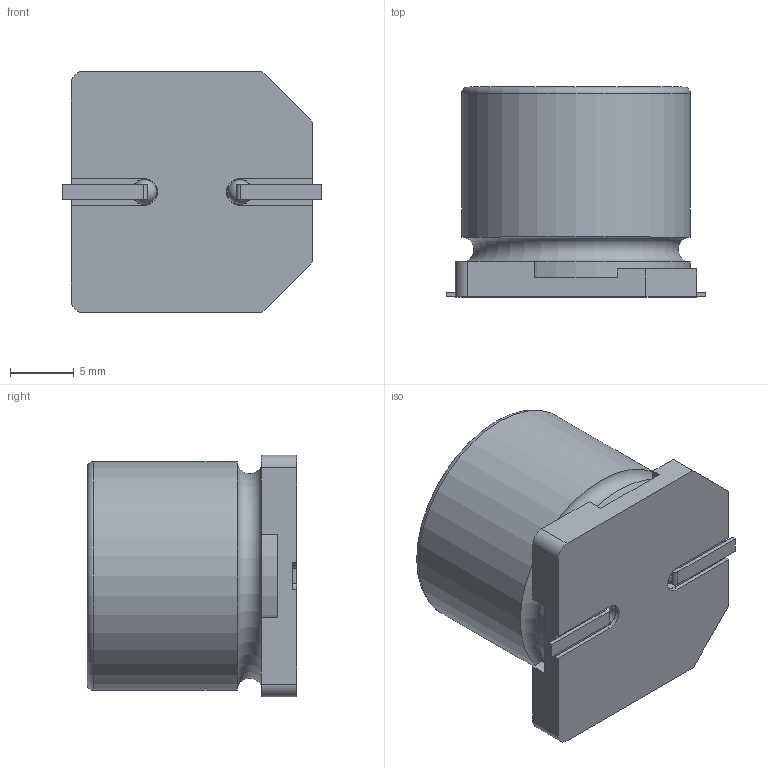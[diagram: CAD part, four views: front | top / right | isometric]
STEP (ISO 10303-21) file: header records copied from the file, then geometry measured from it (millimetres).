
FILE_DESCRIPTION(/* description */ (''),/* implementation_level */ '2;1');
FILE_NAME(/* name */ '標準品Φ18 SIZE CODE K16.stp',/* time_stamp */ '2018-06-21T10:18:51+09:00',/* author */ ('HIDE'),/* organization */ (''),/* preprocessor_version */ 'ST-DEVELOPER v16.13',/* originating_system */ 'Autodesk Inventor 2018',/* authorisation */ '');
FILE_SCHEMA (('AUTOMOTIVE_DESIGN { 1 0 10303 214 3 1 1 }'));
Length unit declared in the file: millimetre
Products named in the file (4): 標準品Φ18 SIZE CODE K16; 標準品ケースΦ18x15L SIDE CODE K1
6; 標準品座版Φ18 SIZE CODE K16; 標準品リード線Φ18 SIZE CODE K1
6
Assembly tree (4 placements, depth 2):
  標準品Φ18 SIZE CODE K16
    標準品ケースΦ18x15L SIDE CODE K1
6
    標準品座版Φ18 SIZE CODE K16
    標準品リード線Φ18 SIZE CODE K1
6  x2
Bounding box: 20.4 x 16.5 x 19 mm (x, y, z)
Volume: 4330.5 mm3; surface area: 2365.8 mm2
Topology: 4 solids, 4 shells, 69 faces, 175 edges, 115 vertices
Faces by surface type: plane 49, cylinder 16, torus 2, sphere 2
Full cylindrical faces by diameter (mm): 1.9 x2, 2 x2, 18 x2
Entity records: 1911 total; most frequent: DIRECTION 305, CARTESIAN_POINT 303, ORIENTED_EDGE 280, EDGE_CURVE 140, LINE 107, VECTOR 107, AXIS2_PLACEMENT_3D 99, VERTEX_POINT 97
